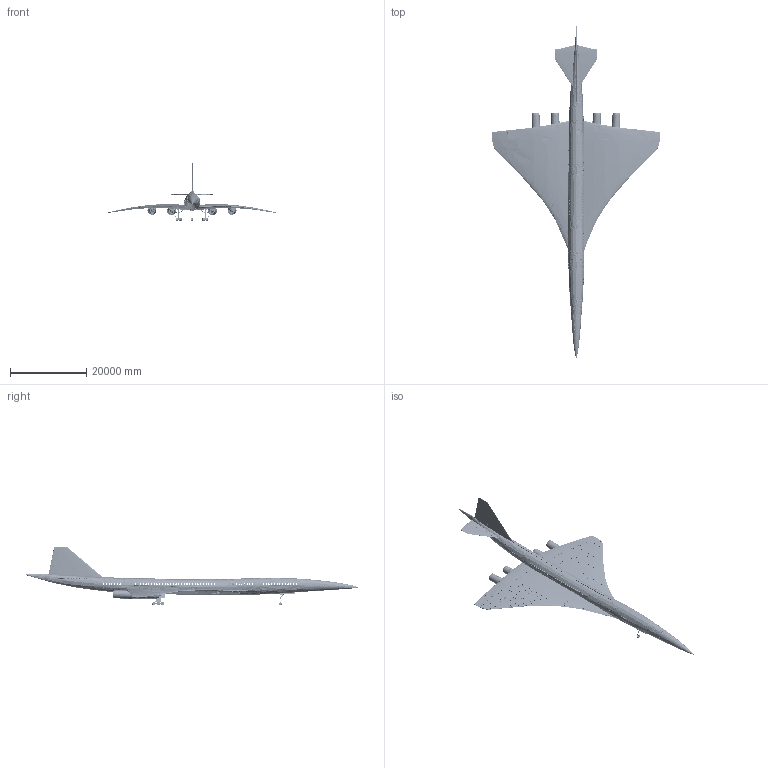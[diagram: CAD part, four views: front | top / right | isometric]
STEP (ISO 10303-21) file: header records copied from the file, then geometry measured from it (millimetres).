
FILE_DESCRIPTION(('FreeCAD Model'),'2;1');
FILE_NAME('Open CASCADE Shape Model','2025-04-27T09:00:26',('FreeCAD'),( 'FreeCAD'),'Open CASCADE STEP processor 7.6','FreeCAD','Unknown');
FILE_SCHEMA(('AUTOMOTIVE_DESIGN { 1 0 10303 214 1 1 1 1 }'));
Products named in the file (1): Open CASCADE STEP translator 7.6 1
Bounding box: 44191.12 x 87359.45 x 15421.06 mm (x, y, z)
Volume: 1110176929185 mm3; surface area: 8553408875.2 mm2
Topology: 682 solids, 682 shells, 6978 faces, 16152 edges, 10734 vertices
Faces by surface type: bspline 6978
Entity records: 562439 total; most frequent: CARTESIAN_POINT 458497, ORIENTED_EDGE 32232, EDGE_CURVE 16116, B_SPLINE_CURVE_WITH_KNOTS 14624, VERTEX_POINT 10734, FACE_BOUND 8136, EDGE_LOOP 8136, ADVANCED_FACE 6978
